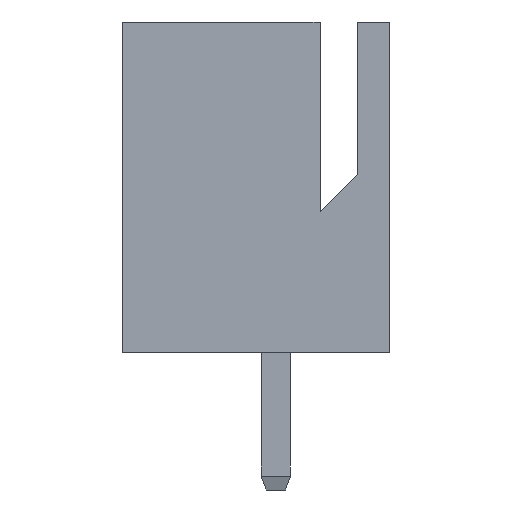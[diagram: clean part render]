
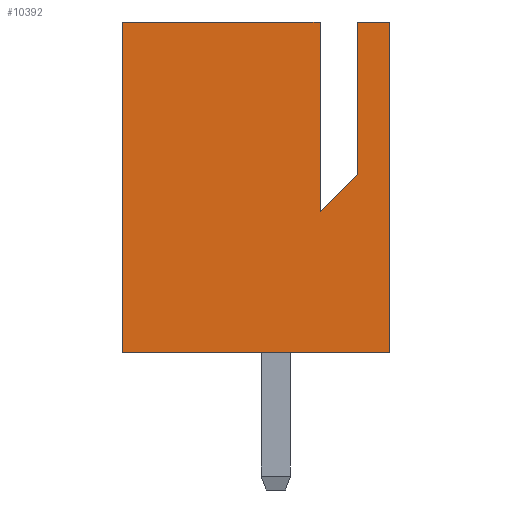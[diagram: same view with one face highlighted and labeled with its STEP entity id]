
A CAD part, left-side view. The second image highlights one B-rep face of the part: STEP entity #10392.
In plain terms, the highlighted planar face has unit normal (-1, 0, 0).
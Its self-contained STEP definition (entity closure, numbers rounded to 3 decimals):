
#637=ORIENTED_EDGE('',*,*,#2713,.T.);
#638=ORIENTED_EDGE('',*,*,#2714,.T.);
#639=ORIENTED_EDGE('',*,*,#2715,.T.);
#640=ORIENTED_EDGE('',*,*,#2556,.T.);
#641=ORIENTED_EDGE('',*,*,#2712,.F.);
#642=ORIENTED_EDGE('',*,*,#2563,.F.);
#643=ORIENTED_EDGE('',*,*,#2491,.T.);
#644=ORIENTED_EDGE('',*,*,#2716,.T.);
#2491=EDGE_CURVE('',#3562,#3561,#4237,.T.);
#2556=EDGE_CURVE('',#3585,#3622,#4302,.T.);
#2563=EDGE_CURVE('',#3562,#3628,#4309,.T.);
#2712=EDGE_CURVE('',#3628,#3622,#4458,.T.);
#2713=EDGE_CURVE('',#3739,#3740,#4459,.T.);
#2714=EDGE_CURVE('',#3740,#3741,#4460,.T.);
#2715=EDGE_CURVE('',#3741,#3585,#4461,.T.);
#2716=EDGE_CURVE('',#3561,#3739,#4462,.T.);
#3561=VERTEX_POINT('',#12888);
#3562=VERTEX_POINT('',#12890);
#3585=VERTEX_POINT('',#12944);
#3622=VERTEX_POINT('',#13019);
#3628=VERTEX_POINT('',#13034);
#3739=VERTEX_POINT('',#13323);
#3740=VERTEX_POINT('',#13324);
#3741=VERTEX_POINT('',#13326);
#4237=LINE('',#12889,#5043);
#4302=LINE('',#13020,#5108);
#4309=LINE('',#13033,#5115);
#4458=LINE('',#13320,#5264);
#4459=LINE('',#13322,#5265);
#4460=LINE('',#13325,#5266);
#4461=LINE('',#13327,#5267);
#4462=LINE('',#13328,#5268);
#5043=VECTOR('',#11255,1000.);
#5108=VECTOR('',#11330,1000.);
#5115=VECTOR('',#11339,1000.);
#5264=VECTOR('',#11542,1000.);
#5265=VECTOR('',#11545,1000.);
#5266=VECTOR('',#11546,1000.);
#5267=VECTOR('',#11547,1000.);
#5268=VECTOR('',#11548,1000.);
#5878=EDGE_LOOP('',(#637,#638,#639,#640,#641,#642,#643,#644));
#6354=FACE_BOUND('',#5878,.T.);
#6830=PLANE('',#10867);
#10392=ADVANCED_FACE('',(#6354),#6830,.T.);
#10867=AXIS2_PLACEMENT_3D('',#13321,#11543,#11544);
#11255=DIRECTION('',(0.,1.,0.));
#11330=DIRECTION('',(0.,0.,-1.));
#11339=DIRECTION('',(0.,0.,-1.));
#11542=DIRECTION('',(0.,1.,0.));
#11543=DIRECTION('',(-1.,0.,0.));
#11544=DIRECTION('',(0.,0.,1.));
#11545=DIRECTION('',(0.,0.707,-0.707));
#11546=DIRECTION('',(0.,0.,1.));
#11547=DIRECTION('',(0.,1.,0.));
#11548=DIRECTION('',(0.,0.,-1.));
#12888=CARTESIAN_POINT('',(-13.587,-1.778,7.214));
#12889=CARTESIAN_POINT('',(-13.587,-2.489,7.214));
#12890=CARTESIAN_POINT('',(-13.587,-2.489,7.214));
#12944=CARTESIAN_POINT('',(-13.587,3.353,7.214));
#13019=CARTESIAN_POINT('',(-13.587,3.353,0.));
#13020=CARTESIAN_POINT('',(-13.587,3.353,0.711));
#13033=CARTESIAN_POINT('',(-13.587,-2.489,0.711));
#13034=CARTESIAN_POINT('',(-13.587,-2.489,0.));
#13320=CARTESIAN_POINT('',(-13.587,-2.489,0.));
#13321=CARTESIAN_POINT('',(-13.587,-2.489,0.711));
#13322=CARTESIAN_POINT('',(-13.587,-1.778,3.886));
#13323=CARTESIAN_POINT('',(-13.587,-1.778,3.886));
#13324=CARTESIAN_POINT('',(-13.587,-0.965,3.073));
#13325=CARTESIAN_POINT('',(-13.587,-0.965,3.073));
#13326=CARTESIAN_POINT('',(-13.587,-0.965,7.214));
#13327=CARTESIAN_POINT('',(-13.587,-2.489,7.214));
#13328=CARTESIAN_POINT('',(-13.587,-1.778,7.214));
